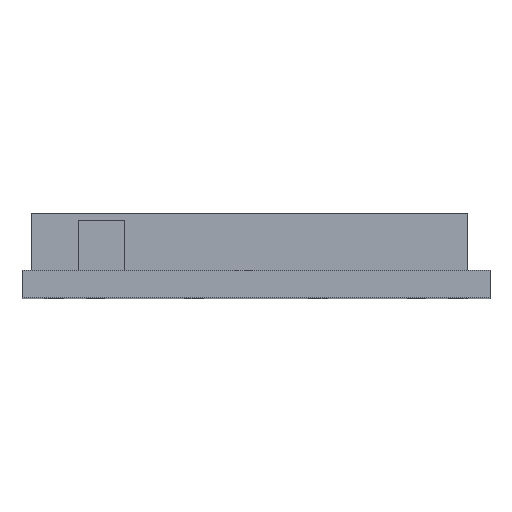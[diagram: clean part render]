
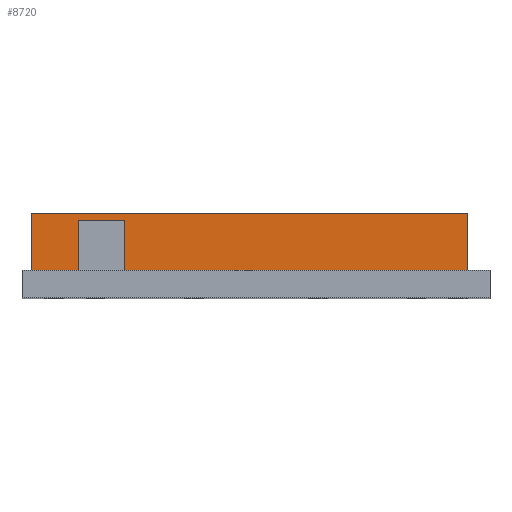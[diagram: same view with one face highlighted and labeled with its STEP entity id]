
A CAD part, top view. The second image highlights one B-rep face of the part: STEP entity #8720.
In plain terms, the highlighted planar face has unit normal (0, 0, 1).
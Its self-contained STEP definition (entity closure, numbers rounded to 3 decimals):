
#825=DIRECTION('',(1.,0.,0.));
#826=VECTOR('',#825,1.03);
#827=CARTESIAN_POINT('',(-4.9,0.6,2.6));
#828=LINE('',#827,#826);
#861=DIRECTION('',(1.,0.,0.));
#862=VECTOR('',#861,7.462);
#863=CARTESIAN_POINT('',(-2.862,0.6,2.6));
#864=LINE('',#863,#862);
#973=DIRECTION('',(0.,1.,0.));
#974=VECTOR('',#973,1.25);
#975=CARTESIAN_POINT('',(4.6,0.6,2.6));
#976=LINE('',#975,#974);
#985=DIRECTION('',(1.,0.,0.));
#986=VECTOR('',#985,1.008);
#987=CARTESIAN_POINT('',(-3.87,1.7,2.6));
#988=LINE('',#987,#986);
#989=DIRECTION('',(0.,1.,0.));
#990=VECTOR('',#989,1.1);
#991=CARTESIAN_POINT('',(-3.87,0.6,2.6));
#992=LINE('',#991,#990);
#993=DIRECTION('',(0.,1.,0.));
#994=VECTOR('',#993,1.25);
#995=CARTESIAN_POINT('',(-4.9,0.6,2.6));
#996=LINE('',#995,#994);
#997=DIRECTION('',(0.,1.,0.));
#998=VECTOR('',#997,1.1);
#999=CARTESIAN_POINT('',(-2.862,0.6,2.6));
#1000=LINE('',#999,#998);
#1021=DIRECTION('',(1.,0.,0.));
#1022=VECTOR('',#1021,9.5);
#1023=CARTESIAN_POINT('',(-4.9,1.85,2.6));
#1024=LINE('',#1023,#1022);
#6137=CARTESIAN_POINT('',(-4.9,1.85,2.6));
#6138=VERTEX_POINT('',#6137);
#6139=CARTESIAN_POINT('',(4.6,1.85,2.6));
#6140=VERTEX_POINT('',#6139);
#6145=CARTESIAN_POINT('',(-4.9,0.6,2.6));
#6146=VERTEX_POINT('',#6145);
#6147=CARTESIAN_POINT('',(4.6,0.6,2.6));
#6148=VERTEX_POINT('',#6147);
#6197=CARTESIAN_POINT('',(-3.87,1.7,2.6));
#6198=CARTESIAN_POINT('',(-2.862,1.7,2.6));
#6199=VERTEX_POINT('',#6197);
#6200=VERTEX_POINT('',#6198);
#6201=CARTESIAN_POINT('',(-3.87,0.6,2.6));
#6202=VERTEX_POINT('',#6201);
#6203=CARTESIAN_POINT('',(-2.862,0.6,2.6));
#6204=VERTEX_POINT('',#6203);
#8703=CARTESIAN_POINT('',(-4.9,0.6,2.6));
#8704=DIRECTION('',(0.,0.,1.));
#8705=DIRECTION('',(1.,0.,0.));
#8706=AXIS2_PLACEMENT_3D('',#8703,#8704,#8705);
#8707=PLANE('',#8706);
#8708=ORIENTED_EDGE('',*,*,#8647,.F.);
#8710=ORIENTED_EDGE('',*,*,#8709,.F.);
#8711=ORIENTED_EDGE('',*,*,#8541,.F.);
#8712=ORIENTED_EDGE('',*,*,#8614,.T.);
#8714=ORIENTED_EDGE('',*,*,#8713,.T.);
#8715=ORIENTED_EDGE('',*,*,#8665,.F.);
#8716=ORIENTED_EDGE('',*,*,#8561,.F.);
#8717=ORIENTED_EDGE('',*,*,#8695,.T.);
#8718=EDGE_LOOP('',(#8708,#8710,#8711,#8712,#8714,#8715,#8716,#8717));
#8719=FACE_OUTER_BOUND('',#8718,.F.);
#8541=EDGE_CURVE('',#6146,#6202,#828,.T.);
#8561=EDGE_CURVE('',#6204,#6148,#864,.T.);
#8614=EDGE_CURVE('',#6146,#6138,#996,.T.);
#8647=EDGE_CURVE('',#6199,#6200,#988,.T.);
#8665=EDGE_CURVE('',#6148,#6140,#976,.T.);
#8695=EDGE_CURVE('',#6204,#6200,#1000,.T.);
#8709=EDGE_CURVE('',#6202,#6199,#992,.T.);
#8713=EDGE_CURVE('',#6138,#6140,#1024,.T.);
#8720=ADVANCED_FACE('',(#8719),#8707,.T.);
